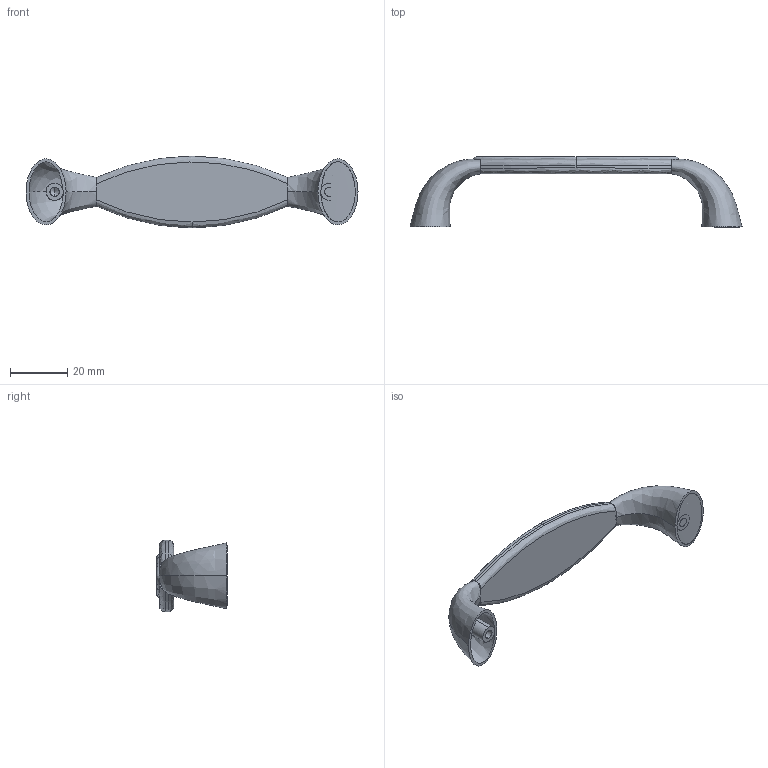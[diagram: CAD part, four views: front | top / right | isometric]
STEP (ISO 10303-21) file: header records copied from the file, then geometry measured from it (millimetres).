
FILE_DESCRIPTION (( 'STEP AP214' ), '1' );
FILE_NAME ('F003235,F003236_3D.step', '2022-08-15T13:05:18', ( '' ), ( '' ), 'SwSTEP 2.0', 'SolidWorks 2020', '' );
FILE_SCHEMA (( 'AUTOMOTIVE_DESIGN' ));
Length unit declared in the file: millimetre
Products named in the file (1): F003235,F003236_3D
Bounding box: 116 x 24.73 x 25 mm (x, y, z)
Surface area: 9507.1 mm2 (no closed solid volume)
Topology: 0 solids, 7 shells, 46 faces, 97 edges, 63 vertices
Faces by surface type: plane 16, bspline 15, cylinder 11, cone 4
Entity records: 6480 total; most frequent: CARTESIAN_POINT 5097, ORIENTED_EDGE 192, DIRECTION 111, EDGE_CURVE 98, VERTEX_POINT 68, B_SPLINE_CURVE_WITH_KNOTS 59, UNCERTAINTY_MEASURE_WITH_UNIT 51, SURFACE_STYLE_USAGE 50
